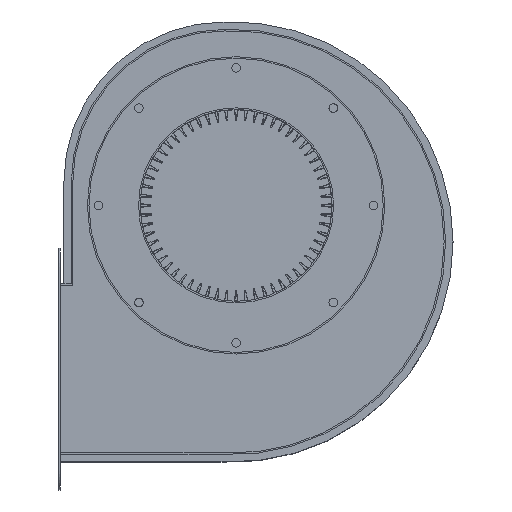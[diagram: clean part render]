
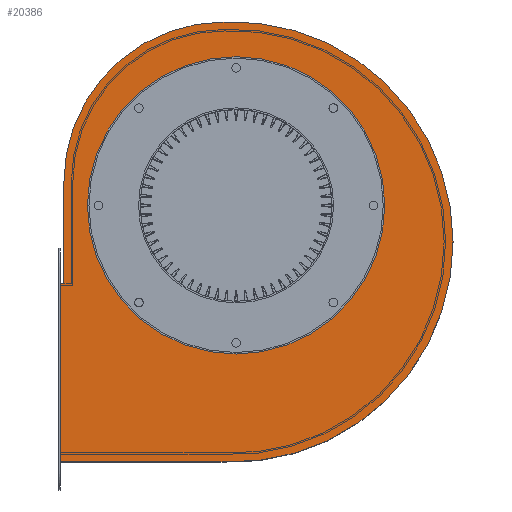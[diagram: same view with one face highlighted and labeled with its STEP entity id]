
A CAD part, top view. The second image highlights one B-rep face of the part: STEP entity #20386.
In plain terms, the highlighted planar face has unit normal (0, 0, 1).
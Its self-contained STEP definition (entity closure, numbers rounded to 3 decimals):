
#1152 = CIRCLE ( 'NONE', #43429, 120. ) ;
#1552 = FACE_BOUND ( 'NONE', #63961, .T. ) ;
#1899 = DIRECTION ( 'NONE',  ( 0., 0., 1. ) ) ;
#1942 = CARTESIAN_POINT ( 'NONE',  ( -9.75, -207., 78. ) ) ;
#2271 = VERTEX_POINT ( 'NONE', #7663 ) ;
#2910 = DIRECTION ( 'NONE',  ( 0., -1., 0. ) ) ;
#4119 = CARTESIAN_POINT ( 'NONE',  ( 175.148, -29.5, 78. ) ) ;
#4390 = DIRECTION ( 'NONE',  ( 0., 0., 1. ) ) ;
#5892 = AXIS2_PLACEMENT_3D ( 'NONE', #45775, #11363, #51634 ) ;
#6093 = ORIENTED_EDGE ( 'NONE', *, *, #19390, .F. ) ;
#6404 = VECTOR ( 'NONE', #2910, 1000. ) ;
#7663 = CARTESIAN_POINT ( 'NONE',  ( -139., 18.75, 78. ) ) ;
#8008 = ORIENTED_EDGE ( 'NONE', *, *, #44577, .F. ) ;
#8484 = EDGE_CURVE ( 'NONE', #22226, #43980, #42823, .T. ) ;
#9264 = ORIENTED_EDGE ( 'NONE', *, *, #19905, .T. ) ;
#9843 = ORIENTED_EDGE ( 'NONE', *, *, #61517, .F. ) ;
#10055 = VERTEX_POINT ( 'NONE', #4119 ) ;
#10239 = CARTESIAN_POINT ( 'NONE',  ( 120., 0., 78. ) ) ;
#10490 = CARTESIAN_POINT ( 'NONE',  ( -141.8, -207., 78. ) ) ;
#11363 = DIRECTION ( 'NONE',  ( 0., 0., 1. ) ) ;
#11698 = CARTESIAN_POINT ( 'NONE',  ( -139., 0., 78. ) ) ;
#12415 = DIRECTION ( 'NONE',  ( -1., 0., 0. ) ) ;
#12650 = EDGE_CURVE ( 'NONE', #2271, #43520, #37229, .T. ) ;
#12924 = CARTESIAN_POINT ( 'NONE',  ( 0., -207., 78. ) ) ;
#13476 = FACE_OUTER_BOUND ( 'NONE', #52924, .T. ) ;
#13865 = AXIS2_PLACEMENT_3D ( 'NONE', #25610, #54974, #43739 ) ;
#14210 = CARTESIAN_POINT ( 'NONE',  ( -141.8, 0., 78. ) ) ;
#14286 = CIRCLE ( 'NONE', #13865, 129.25 ) ;
#16319 = CIRCLE ( 'NONE', #19771, 177.648 ) ;
#16392 = LINE ( 'NONE', #37814, #18265 ) ;
#16940 = DIRECTION ( 'NONE',  ( 1., 0., 0. ) ) ;
#18265 = VECTOR ( 'NONE', #67420, 1000. ) ;
#18805 = CARTESIAN_POINT ( 'NONE',  ( -2.5, -29.5, 78. ) ) ;
#19390 = EDGE_CURVE ( 'NONE', #10055, #28699, #32067, .T. ) ;
#19771 = AXIS2_PLACEMENT_3D ( 'NONE', #28874, #58270, #16940 ) ;
#19905 = EDGE_CURVE ( 'NONE', #43520, #65608, #16392, .T. ) ;
#20386 = ADVANCED_FACE ( 'NONE', ( #1552, #13476 ), #49373, .T. ) ;
#22226 = VERTEX_POINT ( 'NONE', #10239 ) ;
#25610 = CARTESIAN_POINT ( 'NONE',  ( -9.75, 18.75, 78. ) ) ;
#27098 = VECTOR ( 'NONE', #28470, 1000. ) ;
#27337 = LINE ( 'NONE', #14210, #6404 ) ;
#27388 = CARTESIAN_POINT ( 'NONE',  ( -9.75, 148., 78. ) ) ;
#28307 = ORIENTED_EDGE ( 'NONE', *, *, #58964, .F. ) ;
#28470 = DIRECTION ( 'NONE',  ( 0., -1., 0. ) ) ;
#28699 = VERTEX_POINT ( 'NONE', #1942 ) ;
#28874 = CARTESIAN_POINT ( 'NONE',  ( -2.5, -29.5, 78. ) ) ;
#31804 = DIRECTION ( 'NONE',  ( 1., 0., 0. ) ) ;
#32067 = CIRCLE ( 'NONE', #53427, 177.648 ) ;
#32995 = EDGE_CURVE ( 'NONE', #2271, #75850, #14286, .T. ) ;
#34608 = ORIENTED_EDGE ( 'NONE', *, *, #8484, .F. ) ;
#37229 = LINE ( 'NONE', #11698, #27098 ) ;
#37538 = ORIENTED_EDGE ( 'NONE', *, *, #65847, .T. ) ;
#37814 = CARTESIAN_POINT ( 'NONE',  ( 0., -63.3, 78. ) ) ;
#41948 = VECTOR ( 'NONE', #12415, 1000. ) ;
#42291 = DIRECTION ( 'NONE',  ( 1., 0., 0. ) ) ;
#42823 = CIRCLE ( 'NONE', #5892, 120. ) ;
#43429 = AXIS2_PLACEMENT_3D ( 'NONE', #51623, #4390, #68563 ) ;
#43520 = VERTEX_POINT ( 'NONE', #49129 ) ;
#43739 = DIRECTION ( 'NONE',  ( 1., 0., 0. ) ) ;
#43980 = VERTEX_POINT ( 'NONE', #74654 ) ;
#44577 = EDGE_CURVE ( 'NONE', #28699, #45542, #48268, .T. ) ;
#45542 = VERTEX_POINT ( 'NONE', #10490 ) ;
#45775 = CARTESIAN_POINT ( 'NONE',  ( 0., 0., 78. ) ) ;
#47728 = AXIS2_PLACEMENT_3D ( 'NONE', #48893, #1899, #31804 ) ;
#48268 = LINE ( 'NONE', #12924, #41948 ) ;
#48435 = CARTESIAN_POINT ( 'NONE',  ( -141.8, -63.3, 78. ) ) ;
#48893 = CARTESIAN_POINT ( 'NONE',  ( 0., 0., 78. ) ) ;
#49129 = CARTESIAN_POINT ( 'NONE',  ( -139., -63.3, 78. ) ) ;
#49373 = PLANE ( 'NONE',  #47728 ) ;
#51623 = CARTESIAN_POINT ( 'NONE',  ( 0., 0., 78. ) ) ;
#51634 = DIRECTION ( 'NONE',  ( 1., 0., 0. ) ) ;
#52924 = EDGE_LOOP ( 'NONE', ( #9264, #37538, #8008, #6093, #28307, #58152, #67804 ) ) ;
#52978 = DIRECTION ( 'NONE',  ( 0., 0., -1. ) ) ;
#53427 = AXIS2_PLACEMENT_3D ( 'NONE', #18805, #52978, #42291 ) ;
#54974 = DIRECTION ( 'NONE',  ( 0., 0., -1. ) ) ;
#58152 = ORIENTED_EDGE ( 'NONE', *, *, #32995, .F. ) ;
#58270 = DIRECTION ( 'NONE',  ( 0., 0., -1. ) ) ;
#58964 = EDGE_CURVE ( 'NONE', #75850, #10055, #16319, .T. ) ;
#61517 = EDGE_CURVE ( 'NONE', #43980, #22226, #1152, .T. ) ;
#63961 = EDGE_LOOP ( 'NONE', ( #9843, #34608 ) ) ;
#65608 = VERTEX_POINT ( 'NONE', #48435 ) ;
#65847 = EDGE_CURVE ( 'NONE', #65608, #45542, #27337, .T. ) ;
#67420 = DIRECTION ( 'NONE',  ( -1., 0., 0. ) ) ;
#67804 = ORIENTED_EDGE ( 'NONE', *, *, #12650, .T. ) ;
#68563 = DIRECTION ( 'NONE',  ( 1., 0., 0. ) ) ;
#74654 = CARTESIAN_POINT ( 'NONE',  ( -120., 0., 78. ) ) ;
#75850 = VERTEX_POINT ( 'NONE', #27388 ) ;
